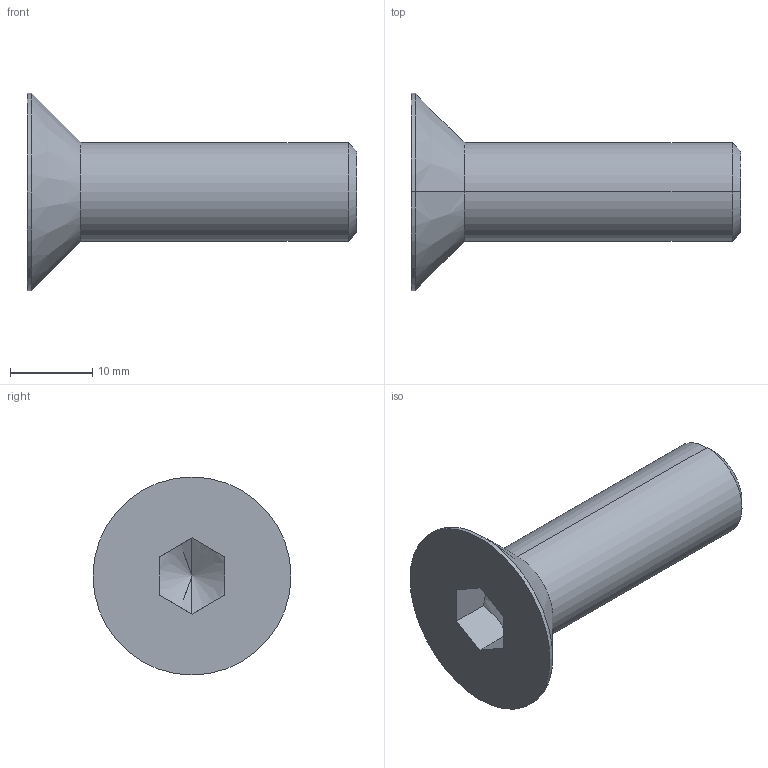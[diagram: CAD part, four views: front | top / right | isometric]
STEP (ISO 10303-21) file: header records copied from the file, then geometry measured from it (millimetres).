
FILE_DESCRIPTION (( 'STEP AP214' ), '1' );
FILE_NAME ('7250680', '2019-02-01T14:21:07', ( '' ), ('JUGARD+KÜNSTNER GmbH'), 'SwSTEP 2.0', 'SolidWorks 2017', '' );
FILE_SCHEMA (( 'AUTOMOTIVE_DESIGN' ));
Length unit declared in the file: millimetre
Products named in the file (1): 7250680_CNAJF00
Bounding box: 40 x 24 x 24 mm (x, y, z)
Volume: 5265 mm3; surface area: 2463.3 mm2
Topology: 1 solids, 1 shells, 18 faces, 40 edges, 23 vertices
Faces by surface type: plane 8, cone 6, cylinder 4
Entity records: 536 total; most frequent: CARTESIAN_POINT 118, DIRECTION 80, ORIENTED_EDGE 76, EDGE_CURVE 38, AXIS2_PLACEMENT_3D 29, VERTEX_POINT 23, VECTOR 22, LINE 22
